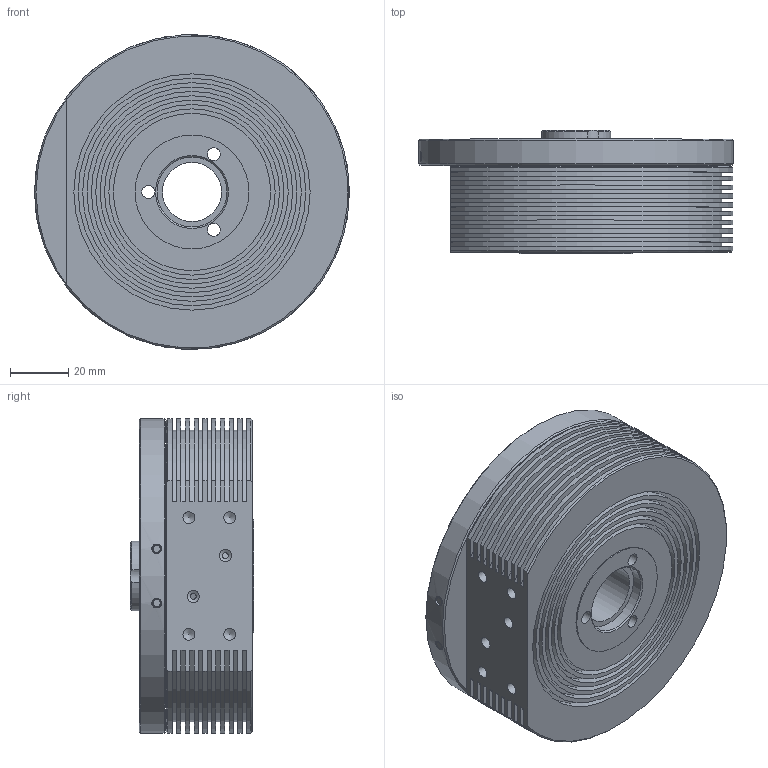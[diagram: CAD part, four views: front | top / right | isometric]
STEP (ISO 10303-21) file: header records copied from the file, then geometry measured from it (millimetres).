
FILE_DESCRIPTION(/* description */ ('Grundkörper Drehdurchführung'),/* implementation_level */ '2;1');
FILE_NAME(/* name */ 'DDP100 - vereinfacht.stp',/* time_stamp */ '2022-04-21T14:33:08+02:00',/* author */ ('MKoch'),/* organization */ (''),/* preprocessor_version */ 'ST-DEVELOPER v15.2',/* originating_system */ 'Autodesk Inventor 2014',/* authorisation */ '');
FILE_SCHEMA (('CONFIG_CONTROL_DESIGN'));
Length unit declared in the file: millimetre
Products named in the file (5): Grundkörper; Außenring Drehdurchführung; Gleitlager axial; Expander; Drehdurchführung Gleitlager
Assembly tree (7 placements, depth 2):
  Drehdurchführung Gleitlager
    Grundkörper
    Außenring Drehdurchführung
    Gleitlager axial
    Expander  x4
Bounding box: 108 x 42.2 x 108 mm (x, y, z)
Volume: 300537.1 mm3; surface area: 89279.4 mm2
Topology: 7 solids, 7 shells, 174 faces, 381 edges, 251 vertices
Faces by surface type: cylinder 80, plane 68, cone 26
Full cylindrical faces by diameter (mm): 2 x6, 3 x4, 3.242 x5, 3.3 x2, 4.134 x8, 4.4 x3, 7.6 x3, 20.2 x1, 24 x1, 39 x2, 48 x2, 54 x1, 57 x1, 60 x3, 63 x1, 64 x1, 66 x1, 67 x1, 69 x1, 70 x1, 72 x1, 73 x1, 75 x1, 76 x1, 78 x1, 79 x1, 81 x1, 108 x1
Entity records: 4367 total; most frequent: CARTESIAN_POINT 888, DIRECTION 754, ORIENTED_EDGE 526, AXIS2_PLACEMENT_3D 336, EDGE_LOOP 281, EDGE_CURVE 263, VERTEX_POINT 214, CIRCLE 161
